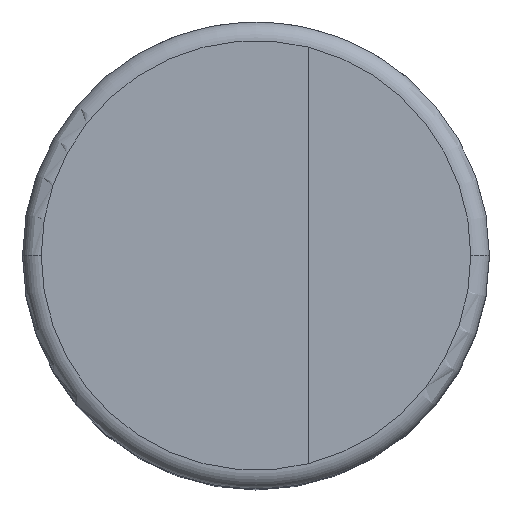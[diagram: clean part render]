
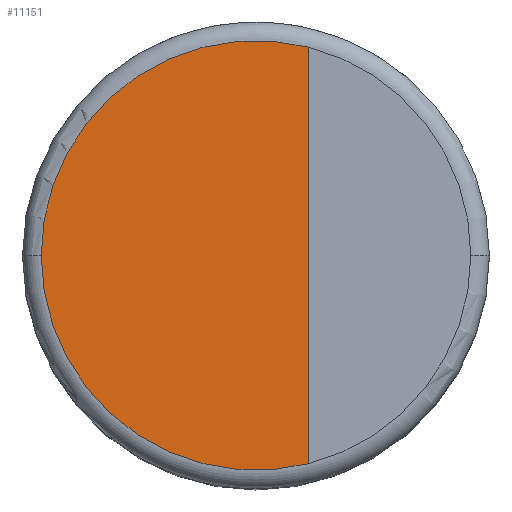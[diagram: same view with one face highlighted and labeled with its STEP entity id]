
A CAD part, top view. The second image highlights one B-rep face of the part: STEP entity #11151.
In plain terms, the highlighted planar face has unit normal (0, 0, 1).
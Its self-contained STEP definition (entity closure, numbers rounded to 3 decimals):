
#41 = DIRECTION ( 'NONE',  ( 0., 0., 1. ) ) ;
#293 = AXIS2_PLACEMENT_3D ( 'NONE', #8636, #3601, #12802 ) ;
#1483 = CARTESIAN_POINT ( 'NONE',  ( 0., 0., 7. ) ) ;
#2483 = ORIENTED_EDGE ( 'NONE', *, *, #3955, .T. ) ;
#2716 = DIRECTION ( 'NONE',  ( 1., 0., 0. ) ) ;
#2969 = VERTEX_POINT ( 'NONE', #11462 ) ;
#3093 = VERTEX_POINT ( 'NONE', #6399 ) ;
#3202 = EDGE_CURVE ( 'NONE', #3526, #2969, #10763, .T. ) ;
#3473 = DIRECTION ( 'NONE',  ( 0., 1., 0. ) ) ;
#3526 = VERTEX_POINT ( 'NONE', #4676 ) ;
#3601 = DIRECTION ( 'NONE',  ( 0., 0., 1. ) ) ;
#3955 = EDGE_CURVE ( 'NONE', #2969, #3093, #11872, .T. ) ;
#4433 = CIRCLE ( 'NONE', #9175, 2.3 ) ;
#4488 = EDGE_CURVE ( 'NONE', #3093, #3526, #4433, .T. ) ;
#4676 = CARTESIAN_POINT ( 'NONE',  ( -2.3, 0., 7. ) ) ;
#5314 = CARTESIAN_POINT ( 'NONE',  ( 0., 0., 7. ) ) ;
#5802 = CARTESIAN_POINT ( 'NONE',  ( 0.561, 0., 7. ) ) ;
#6252 = ORIENTED_EDGE ( 'NONE', *, *, #4488, .T. ) ;
#6399 = CARTESIAN_POINT ( 'NONE',  ( 0.561, 2.231, 7. ) ) ;
#6898 = ORIENTED_EDGE ( 'NONE', *, *, #3202, .T. ) ;
#7499 = AXIS2_PLACEMENT_3D ( 'NONE', #5314, #41, #8505 ) ;
#8505 = DIRECTION ( 'NONE',  ( 1., 0., 0. ) ) ;
#8636 = CARTESIAN_POINT ( 'NONE',  ( 0., 0., 7. ) ) ;
#8760 = VECTOR ( 'NONE', #3473, 1000. ) ;
#9175 = AXIS2_PLACEMENT_3D ( 'NONE', #1483, #12077, #2716 ) ;
#10763 = CIRCLE ( 'NONE', #293, 2.3 ) ;
#11151 = ADVANCED_FACE ( 'NONE', ( #11183 ), #12480, .T. ) ;
#11183 = FACE_OUTER_BOUND ( 'NONE', #11521, .T. ) ;
#11462 = CARTESIAN_POINT ( 'NONE',  ( 0.561, -2.231, 7. ) ) ;
#11521 = EDGE_LOOP ( 'NONE', ( #6252, #6898, #2483 ) ) ;
#11872 = LINE ( 'NONE', #5802, #8760 ) ;
#12077 = DIRECTION ( 'NONE',  ( 0., 0., 1. ) ) ;
#12480 = PLANE ( 'NONE',  #7499 ) ;
#12802 = DIRECTION ( 'NONE',  ( 1., 0., 0. ) ) ;
